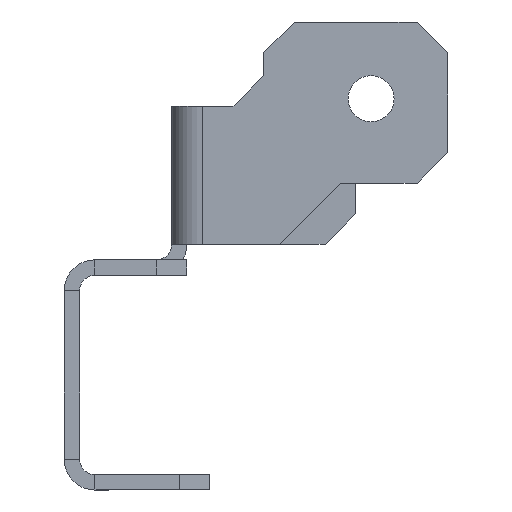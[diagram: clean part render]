
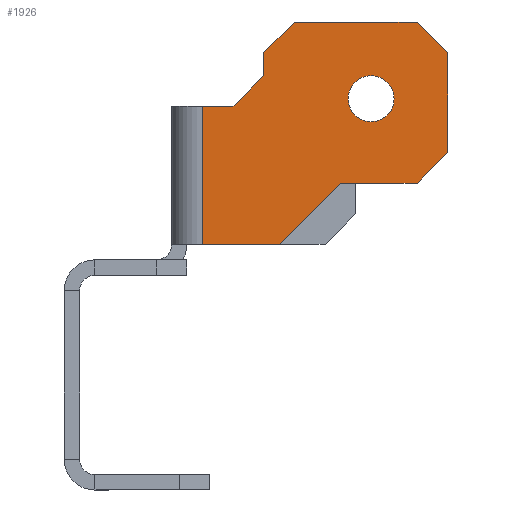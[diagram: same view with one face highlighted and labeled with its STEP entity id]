
A CAD part, left-side view. The second image highlights one B-rep face of the part: STEP entity #1926.
In plain terms, the highlighted planar face has unit normal (-1, 0, 0).
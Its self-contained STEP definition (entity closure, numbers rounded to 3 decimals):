
#3 = CARTESIAN_POINT ( 'NONE',  ( -137.85, -25., 0. ) ) ;
#5 = CARTESIAN_POINT ( 'NONE',  ( -137.85, -9., 0. ) ) ;
#21 = CARTESIAN_POINT ( 'NONE',  ( -137.85, -18.5, 18. ) ) ;
#43 = CARTESIAN_POINT ( 'NONE',  ( -137.85, -20., 18. ) ) ;
#61 = VERTEX_POINT ( 'NONE', #394 ) ;
#77 = DIRECTION ( 'NONE',  ( 0., 0.707, -0.707 ) ) ;
#82 = DIRECTION ( 'NONE',  ( 0., -1., 0. ) ) ;
#97 = CARTESIAN_POINT ( 'NONE',  ( -137.85, -15., 23. ) ) ;
#128 = EDGE_CURVE ( 'NONE', #474, #2228, #522, .T. ) ;
#180 = ORIENTED_EDGE ( 'NONE', *, *, #1401, .T. ) ;
#223 = ORIENTED_EDGE ( 'NONE', *, *, #574, .T. ) ;
#229 = VECTOR ( 'NONE', #1072, 1000. ) ;
#244 = CARTESIAN_POINT ( 'NONE',  ( -137.85, 0., 8.5 ) ) ;
#252 = ORIENTED_EDGE ( 'NONE', *, *, #1325, .T. ) ;
#284 = VERTEX_POINT ( 'NONE', #21 ) ;
#288 = EDGE_LOOP ( 'NONE', ( #1461, #1646 ) ) ;
#295 = VECTOR ( 'NONE', #77, 1000. ) ;
#296 = LINE ( 'NONE', #1065, #229 ) ;
#302 = DIRECTION ( 'NONE',  ( -1., 0., 0. ) ) ;
#305 = DIRECTION ( 'NONE',  ( 0., -1., 0. ) ) ;
#345 = EDGE_LOOP ( 'NONE', ( #1431, #1621, #588, #252, #2047, #180, #223, #1046, #704, #1190, #1495, #2294 ) ) ;
#367 = CARTESIAN_POINT ( 'NONE',  ( -137.85, -25., 14.5 ) ) ;
#368 = AXIS2_PLACEMENT_3D ( 'NONE', #2185, #969, #889 ) ;
#394 = CARTESIAN_POINT ( 'NONE',  ( -137.85, -11., 17.5 ) ) ;
#416 = CARTESIAN_POINT ( 'NONE',  ( -137.85, -14., 8.5 ) ) ;
#457 = VERTEX_POINT ( 'NONE', #416 ) ;
#474 = VERTEX_POINT ( 'NONE', #367 ) ;
#517 = CARTESIAN_POINT ( 'NONE',  ( -137.85, 0., 12.5 ) ) ;
#522 = LINE ( 'NONE', #3, #1553 ) ;
#569 = LINE ( 'NONE', #5, #1265 ) ;
#574 = EDGE_CURVE ( 'NONE', #2222, #2020, #1672, .T. ) ;
#588 = ORIENTED_EDGE ( 'NONE', *, *, #2414, .T. ) ;
#591 = CARTESIAN_POINT ( 'NONE',  ( -137.85, -25., 21. ) ) ;
#593 = CIRCLE ( 'NONE', #368, 1.5 ) ;
#612 = VERTEX_POINT ( 'NONE', #1577 ) ;
#619 = FACE_BOUND ( 'NONE', #288, .T. ) ;
#629 = CARTESIAN_POINT ( 'NONE',  ( -137.85, -23., 23. ) ) ;
#630 = DIRECTION ( 'NONE',  ( 0., 0.707, -0.707 ) ) ;
#641 = FACE_OUTER_BOUND ( 'NONE', #345, .T. ) ;
#654 = EDGE_CURVE ( 'NONE', #1374, #1377, #1362, .T. ) ;
#663 = CARTESIAN_POINT ( 'NONE',  ( -137.85, -11., 17.5 ) ) ;
#703 = VERTEX_POINT ( 'NONE', #1426 ) ;
#704 = ORIENTED_EDGE ( 'NONE', *, *, #654, .T. ) ;
#741 = VERTEX_POINT ( 'NONE', #1854 ) ;
#825 = CARTESIAN_POINT ( 'NONE',  ( -137.85, 4., 4. ) ) ;
#850 = CARTESIAN_POINT ( 'NONE',  ( -137.85, -18., 12.5 ) ) ;
#864 = DIRECTION ( 'NONE',  ( 0., 1., 0. ) ) ;
#889 = DIRECTION ( 'NONE',  ( 0., -1., 0. ) ) ;
#931 = VERTEX_POINT ( 'NONE', #1884 ) ;
#969 = DIRECTION ( 'NONE',  ( -1., 0., 0. ) ) ;
#982 = VECTOR ( 'NONE', #1925, 1000. ) ;
#992 = EDGE_CURVE ( 'NONE', #457, #2084, #296, .T. ) ;
#1004 = EDGE_CURVE ( 'NONE', #1377, #61, #1686, .T. ) ;
#1024 = LINE ( 'NONE', #825, #1029 ) ;
#1029 = VECTOR ( 'NONE', #630, 1000. ) ;
#1046 = ORIENTED_EDGE ( 'NONE', *, *, #1879, .T. ) ;
#1065 = CARTESIAN_POINT ( 'NONE',  ( -137.85, -2.75, -2.75 ) ) ;
#1072 = DIRECTION ( 'NONE',  ( 0., -0.707, 0.707 ) ) ;
#1116 = AXIS2_PLACEMENT_3D ( 'NONE', #43, #302, #305 ) ;
#1145 = EDGE_CURVE ( 'NONE', #612, #457, #2438, .T. ) ;
#1190 = ORIENTED_EDGE ( 'NONE', *, *, #1004, .T. ) ;
#1199 = DIRECTION ( 'NONE',  ( -1., 0., 0. ) ) ;
#1208 = DIRECTION ( 'NONE',  ( 0., 0., -1. ) ) ;
#1216 = CARTESIAN_POINT ( 'NONE',  ( -137.85, -13., 0. ) ) ;
#1227 = PLANE ( 'NONE',  #2235 ) ;
#1232 = DIRECTION ( 'NONE',  ( 0., 0.707, 0.707 ) ) ;
#1265 = VECTOR ( 'NONE', #2100, 1000. ) ;
#1285 = CIRCLE ( 'NONE', #1116, 1.5 ) ;
#1302 = VECTOR ( 'NONE', #1208, 1000. ) ;
#1325 = EDGE_CURVE ( 'NONE', #741, #474, #2053, .T. ) ;
#1327 = CARTESIAN_POINT ( 'NONE',  ( -137.85, -5.25, -5.25 ) ) ;
#1354 = CARTESIAN_POINT ( 'NONE',  ( -137.85, 0., 17.5 ) ) ;
#1355 = EDGE_CURVE ( 'NONE', #61, #931, #1468, .T. ) ;
#1362 = LINE ( 'NONE', #1216, #1302 ) ;
#1374 = VERTEX_POINT ( 'NONE', #1470 ) ;
#1377 = VERTEX_POINT ( 'NONE', #1393 ) ;
#1382 = DIRECTION ( 'NONE',  ( 0., -0.707, 0.707 ) ) ;
#1393 = CARTESIAN_POINT ( 'NONE',  ( -137.85, -13., 19.5 ) ) ;
#1401 = EDGE_CURVE ( 'NONE', #2228, #2222, #1936, .T. ) ;
#1426 = CARTESIAN_POINT ( 'NONE',  ( -137.85, -21.5, 18. ) ) ;
#1431 = ORIENTED_EDGE ( 'NONE', *, *, #1145, .T. ) ;
#1439 = VECTOR ( 'NONE', #1232, 1000. ) ;
#1461 = ORIENTED_EDGE ( 'NONE', *, *, #1682, .F. ) ;
#1468 = LINE ( 'NONE', #1354, #2022 ) ;
#1470 = CARTESIAN_POINT ( 'NONE',  ( -137.85, -13., 21. ) ) ;
#1476 = DIRECTION ( 'NONE',  ( 0., -1., 0. ) ) ;
#1495 = ORIENTED_EDGE ( 'NONE', *, *, #1355, .T. ) ;
#1496 = VECTOR ( 'NONE', #1382, 1000. ) ;
#1553 = VECTOR ( 'NONE', #2130, 1000. ) ;
#1574 = CARTESIAN_POINT ( 'NONE',  ( -137.85, -23., 23. ) ) ;
#1577 = CARTESIAN_POINT ( 'NONE',  ( -137.85, -9., 8.5 ) ) ;
#1621 = ORIENTED_EDGE ( 'NONE', *, *, #992, .T. ) ;
#1646 = ORIENTED_EDGE ( 'NONE', *, *, #2069, .F. ) ;
#1672 = LINE ( 'NONE', #1985, #982 ) ;
#1682 = EDGE_CURVE ( 'NONE', #284, #703, #1285, .T. ) ;
#1686 = LINE ( 'NONE', #663, #295 ) ;
#1854 = CARTESIAN_POINT ( 'NONE',  ( -137.85, -23., 12.5 ) ) ;
#1879 = EDGE_CURVE ( 'NONE', #2020, #1374, #1024, .T. ) ;
#1884 = CARTESIAN_POINT ( 'NONE',  ( -137.85, -9., 17.5 ) ) ;
#1910 = DIRECTION ( 'NONE',  ( 0., -1., 0. ) ) ;
#1925 = DIRECTION ( 'NONE',  ( 0., 1., 0. ) ) ;
#1926 = ADVANCED_FACE ( 'NONE', ( #619, #641 ), #1227, .T. ) ;
#1936 = LINE ( 'NONE', #1574, #1439 ) ;
#1979 = CARTESIAN_POINT ( 'NONE',  ( -137.85, 0., 0. ) ) ;
#1985 = CARTESIAN_POINT ( 'NONE',  ( -137.85, 0., 23. ) ) ;
#2020 = VERTEX_POINT ( 'NONE', #97 ) ;
#2022 = VECTOR ( 'NONE', #864, 1000. ) ;
#2047 = ORIENTED_EDGE ( 'NONE', *, *, #128, .T. ) ;
#2053 = LINE ( 'NONE', #1327, #1496 ) ;
#2069 = EDGE_CURVE ( 'NONE', #703, #284, #593, .T. ) ;
#2084 = VERTEX_POINT ( 'NONE', #850 ) ;
#2100 = DIRECTION ( 'NONE',  ( 0., 0., -1. ) ) ;
#2104 = EDGE_CURVE ( 'NONE', #931, #612, #569, .T. ) ;
#2130 = DIRECTION ( 'NONE',  ( 0., 0., 1. ) ) ;
#2185 = CARTESIAN_POINT ( 'NONE',  ( -137.85, -20., 18. ) ) ;
#2222 = VERTEX_POINT ( 'NONE', #629 ) ;
#2228 = VERTEX_POINT ( 'NONE', #591 ) ;
#2235 = AXIS2_PLACEMENT_3D ( 'NONE', #1979, #1199, #82 ) ;
#2240 = LINE ( 'NONE', #517, #2325 ) ;
#2294 = ORIENTED_EDGE ( 'NONE', *, *, #2104, .T. ) ;
#2325 = VECTOR ( 'NONE', #1476, 1000. ) ;
#2377 = VECTOR ( 'NONE', #1910, 1000. ) ;
#2414 = EDGE_CURVE ( 'NONE', #2084, #741, #2240, .T. ) ;
#2438 = LINE ( 'NONE', #244, #2377 ) ;
